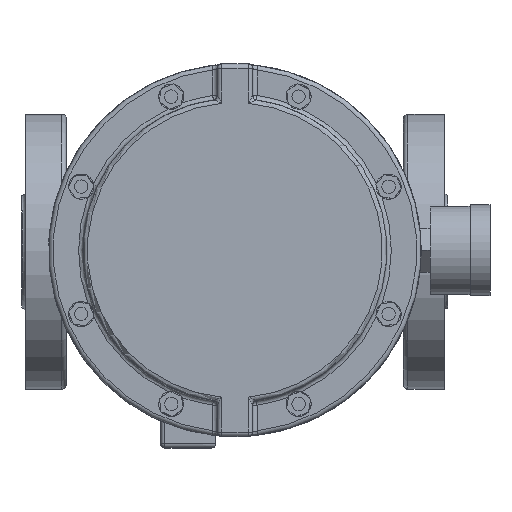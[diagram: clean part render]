
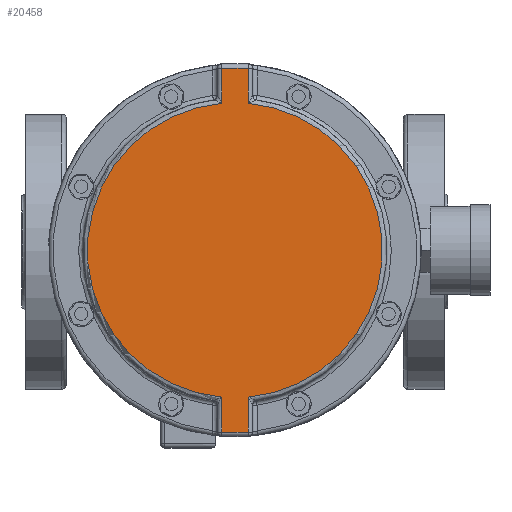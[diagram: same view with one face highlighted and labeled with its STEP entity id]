
A CAD part, top view. The second image highlights one B-rep face of the part: STEP entity #20458.
In plain terms, the highlighted planar face has unit normal (0, 0, 1).
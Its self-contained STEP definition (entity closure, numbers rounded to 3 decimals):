
#474=LINE('',#32188,#1882);
#477=LINE('',#32354,#1885);
#482=LINE('',#32374,#1890);
#485=LINE('',#32542,#1893);
#489=LINE('',#32552,#1897);
#491=LINE('',#32557,#1899);
#1882=VECTOR('',#24587,15.771);
#1885=VECTOR('',#24600,15.771);
#1890=VECTOR('',#24623,15.771);
#1893=VECTOR('',#24640,15.771);
#1897=VECTOR('',#24656,12.);
#1899=VECTOR('',#24664,12.);
#3920=PLANE('',#22001);
#4692=FACE_OUTER_BOUND('',#6074,.T.);
#6074=EDGE_LOOP('',(#14695,#14696,#14697,#14698,#14699,#14700,#14701,#14702));
#8264=CIRCLE('',#21995,66.5);
#8266=CIRCLE('',#21998,66.5);
#9354=VERTEX_POINT('',#32174);
#9357=VERTEX_POINT('',#32187);
#9360=VERTEX_POINT('',#32329);
#9361=VERTEX_POINT('',#32353);
#9364=VERTEX_POINT('',#32360);
#9367=VERTEX_POINT('',#32373);
#9370=VERTEX_POINT('',#32515);
#9371=VERTEX_POINT('',#32541);
#11399=EDGE_CURVE('',#9354,#9357,#474,.T.);
#11408=EDGE_CURVE('',#9360,#9361,#477,.T.);
#11418=EDGE_CURVE('',#9364,#9367,#482,.T.);
#11428=EDGE_CURVE('',#9370,#9371,#485,.T.);
#11434=EDGE_CURVE('',#9371,#9354,#489,.T.);
#11437=EDGE_CURVE('',#9361,#9364,#491,.T.);
#11438=EDGE_CURVE('',#9367,#9370,#8264,.T.);
#11440=EDGE_CURVE('',#9357,#9360,#8266,.T.);
#14695=ORIENTED_EDGE('',*,*,#11440,.F.);
#14696=ORIENTED_EDGE('',*,*,#11399,.F.);
#14697=ORIENTED_EDGE('',*,*,#11434,.F.);
#14698=ORIENTED_EDGE('',*,*,#11428,.F.);
#14699=ORIENTED_EDGE('',*,*,#11438,.F.);
#14700=ORIENTED_EDGE('',*,*,#11418,.F.);
#14701=ORIENTED_EDGE('',*,*,#11437,.F.);
#14702=ORIENTED_EDGE('',*,*,#11408,.F.);
#20458=ADVANCED_FACE('',(#4692),#3920,.F.);
#21995=AXIS2_PLACEMENT_3D('',#32559,#24667,#24668);
#21998=AXIS2_PLACEMENT_3D('',#32562,#24673,#24674);
#22001=AXIS2_PLACEMENT_3D('',#32565,#24679,#24680);
#24587=DIRECTION('',(0.,-1.,0.));
#24600=DIRECTION('',(0.,-1.,0.));
#24623=DIRECTION('',(0.,1.,0.));
#24640=DIRECTION('',(0.,1.,0.));
#24656=DIRECTION('',(1.,0.,0.));
#24664=DIRECTION('',(-1.,0.,0.));
#24667=DIRECTION('center_axis',(0.,0.,
-1.));
#24668=DIRECTION('ref_axis',(-1.,0.,0.));
#24673=DIRECTION('center_axis',(0.,0.,
-1.));
#24674=DIRECTION('ref_axis',(1.,0.,0.));
#24679=DIRECTION('center_axis',(0.,0.,
-1.));
#24680=DIRECTION('ref_axis',(-1.,0.,0.));
#32174=CARTESIAN_POINT('',(6.,82.,456.));
#32187=CARTESIAN_POINT('',(6.,66.229,456.));
#32188=CARTESIAN_POINT('',(6.,0.,456.));
#32329=CARTESIAN_POINT('',(6.,-66.229,456.));
#32353=CARTESIAN_POINT('',(6.,-82.,456.));
#32354=CARTESIAN_POINT('',(6.,0.,456.));
#32360=CARTESIAN_POINT('',(-6.,-82.,456.));
#32373=CARTESIAN_POINT('',(-6.,-66.229,456.));
#32374=CARTESIAN_POINT('',(-6.,0.,456.));
#32515=CARTESIAN_POINT('',(-6.,66.229,456.));
#32541=CARTESIAN_POINT('',(-6.,82.,456.));
#32542=CARTESIAN_POINT('',(-6.,0.,456.));
#32552=CARTESIAN_POINT('',(0.,82.,456.));
#32557=CARTESIAN_POINT('',(0.,-82.,456.));
#32559=CARTESIAN_POINT('Origin',(0.,0.,
456.));
#32562=CARTESIAN_POINT('Origin',(0.,0.,
456.));
#32565=CARTESIAN_POINT('Origin',(0.,0.,
456.));
